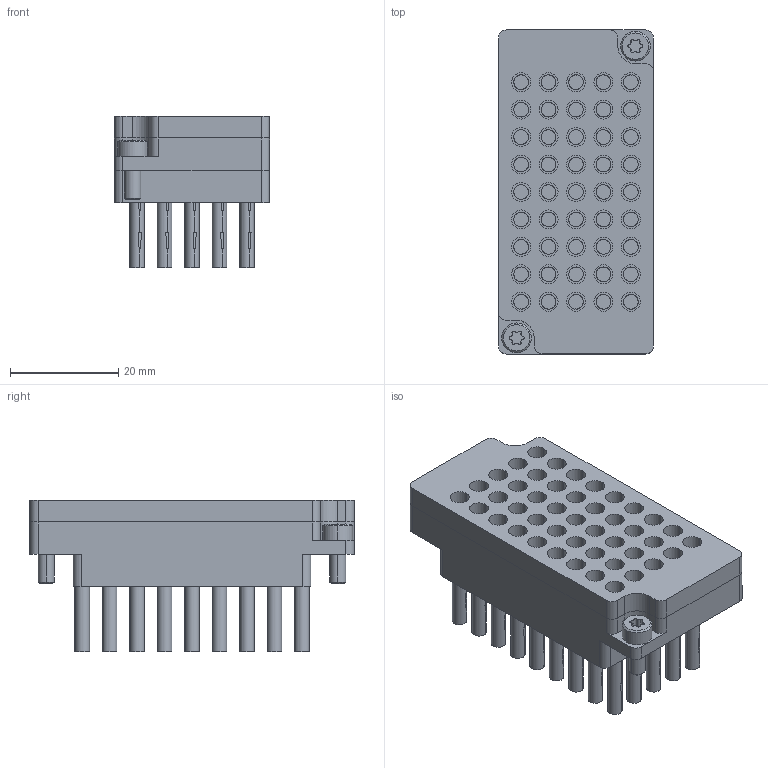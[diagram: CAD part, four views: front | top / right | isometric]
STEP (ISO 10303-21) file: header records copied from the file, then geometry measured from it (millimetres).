
FILE_DESCRIPTION (( 'STEP AP214' ), '1' );
FILE_NAME ('INGUN_27618.STEP', '2023-01-17T13:05:55', ( '' ), ( '' ), 'SwSTEP 2.0', 'SolidWorks 2021', '' );
FILE_SCHEMA (( 'AUTOMOTIVE_DESIGN' ));
Length unit declared in the file: millimetre
Products named in the file (7): DIN912~n_M03,0x008; INGUN_27618; 45207~0; 27617~5; 27617~5_S; INFO_4639~0_S; KS-004-Master__ADA~ks_KS-004 35 G-K
Assembly tree (51 placements, depth 3):
  INGUN_27618
    27617~5_S
      27617~5
      INFO_4639~0_S
    45207~0
    KS-004-Master__ADA~ks_KS-004 35 G-K  x45
    DIN912~n_M03,0x008  x2
Bounding box: 28.7 x 60 x 28 mm (x, y, z)
Volume: 25701.9 mm3; surface area: 24724.8 mm2
Topology: 111 solids, 111 shells, 1530 faces, 3634 edges, 2420 vertices
Faces by surface type: cylinder 878, plane 531, bspline 113, cone 8
Entity records: 24597 total; most frequent: CARTESIAN_POINT 10250, ORIENTED_EDGE 2902, DIRECTION 2633, EDGE_CURVE 1451, VERTEX_POINT 966, AXIS2_PLACEMENT_3D 949, EDGE_LOOP 745, VECTOR 735
